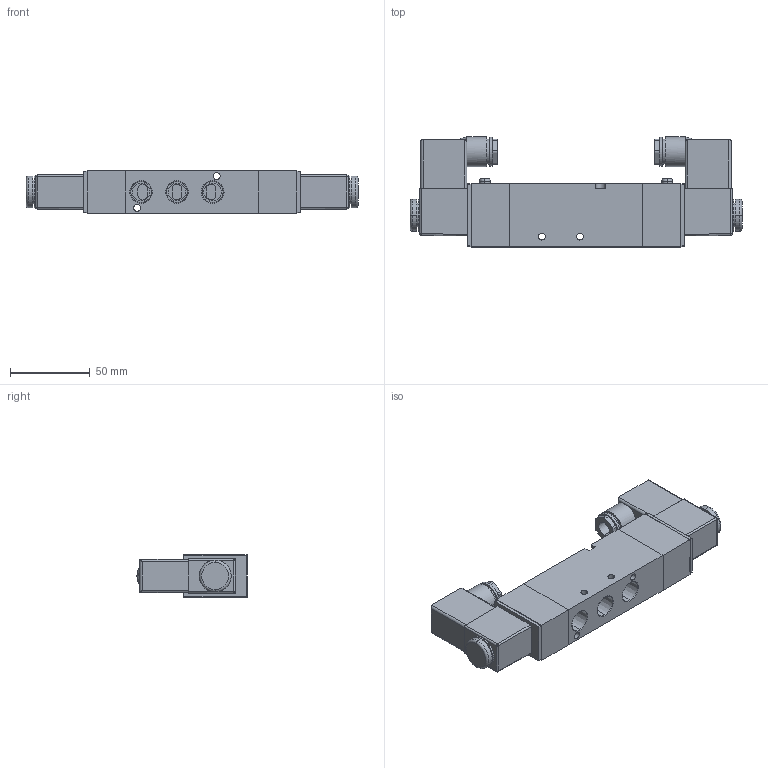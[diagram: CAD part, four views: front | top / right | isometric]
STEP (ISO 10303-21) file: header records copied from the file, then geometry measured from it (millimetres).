
FILE_DESCRIPTION (( 'STEP AP203' ), '1' );
FILE_NAME ('AVS-533C2-24D.step', '2015-11-09T22:44:14', ( '' ), ( '' ), 'SwSTEP 2.0', 'SolidWorks 2015', '' );
FILE_SCHEMA (( 'CONFIG_CONTROL_DESIGN' ));
Length unit declared in the file: millimetre
Products named in the file (1): AVS-533C2-24D
Bounding box: 208.8 x 69.2 x 27 mm (x, y, z)
Volume: 224504.5 mm3; surface area: 45623.2 mm2
Topology: 5 solids, 5 shells, 278 faces, 655 edges, 418 vertices
Faces by surface type: plane 133, cylinder 111, torus 18, cone 10, sphere 4, bspline 2
Entity records: 8330 total; most frequent: CARTESIAN_POINT 1752, DIRECTION 1423, ORIENTED_EDGE 1310, EDGE_CURVE 655, AXIS2_PLACEMENT_3D 545, VERTEX_POINT 418, VECTOR 333, LINE 333
